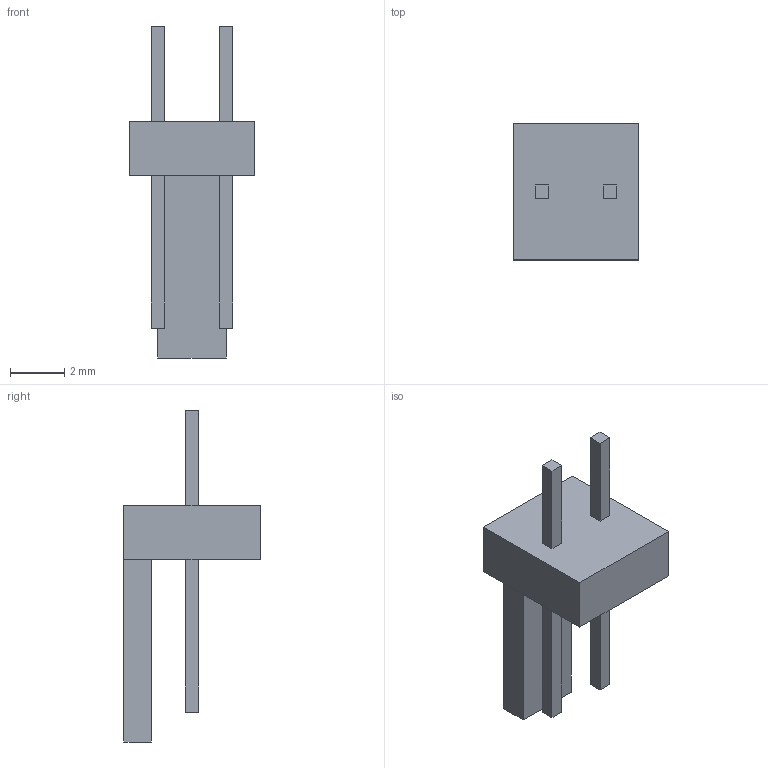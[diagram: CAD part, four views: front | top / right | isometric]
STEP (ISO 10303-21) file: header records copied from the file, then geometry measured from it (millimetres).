
FILE_DESCRIPTION((''),'2;1');
FILE_NAME('PLUG_INSIDE_FIXED','2025-04-16T12:25:24',('Constantin Schempp'),(''),'CREO PARAMETRIC BY PTC INC, 2024063','CREO PARAMETRIC BY PTC INC, 2024063','');
FILE_SCHEMA(('CONFIG_CONTROL_DESIGN'));
Length unit declared in the file: millimetre
Products named in the file (1): PLUG_INSIDE_FIXED
Bounding box: 4.6 x 5 x 12.2 mm (x, y, z)
Volume: 67.3 mm3; surface area: 167.7 mm2
Topology: 1 solids, 1 shells, 30 faces, 91 edges, 70 vertices
Faces by surface type: plane 30
Entity records: 1018 total; most frequent: CARTESIAN_POINT 170, DIRECTION 153, ORIENTED_EDGE 144, VECTOR 91, LINE 91, EDGE_CURVE 72, VERTEX_POINT 48, EDGE_LOOP 34
